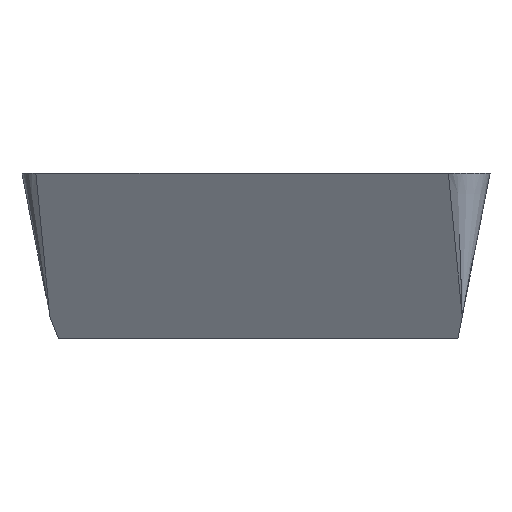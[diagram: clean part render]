
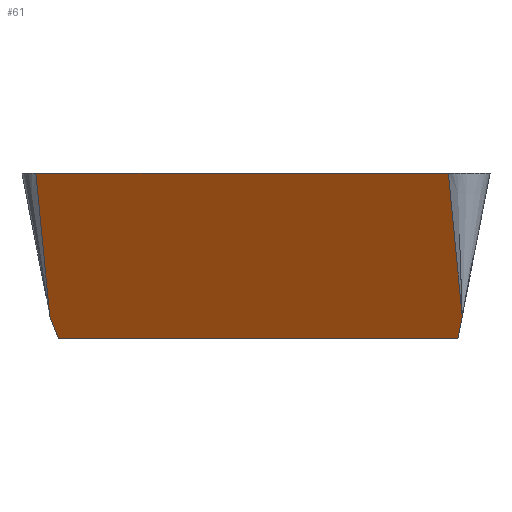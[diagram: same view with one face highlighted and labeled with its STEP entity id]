
A CAD part, left-side view. The second image highlights one B-rep face of the part: STEP entity #61.
In plain terms, the highlighted planar face has unit normal (-0.85, 0.491, -0.191).
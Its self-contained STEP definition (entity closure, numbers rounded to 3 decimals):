
#47=FACE_OUTER_BOUND('',#86,.T.);
#61=ADVANCED_FACE('',(#47),#74,.T.);
#74=PLANE('',#351);
#86=EDGE_LOOP('',(#123,#124,#125,#126,#127,#128));
#123=ORIENTED_EDGE('',*,*,#199,.T.);
#124=ORIENTED_EDGE('',*,*,#200,.T.);
#125=ORIENTED_EDGE('',*,*,#179,.T.);
#126=ORIENTED_EDGE('',*,*,#187,.T.);
#127=ORIENTED_EDGE('',*,*,#189,.F.);
#128=ORIENTED_EDGE('',*,*,#193,.T.);
#159=VERTEX_POINT('',#465);
#160=VERTEX_POINT('',#466);
#167=VERTEX_POINT('',#482);
#168=VERTEX_POINT('',#486);
#171=VERTEX_POINT('',#494);
#174=VERTEX_POINT('',#503);
#179=EDGE_CURVE('',#159,#160,#254,.T.);
#187=EDGE_CURVE('',#160,#167,#257,.T.);
#189=EDGE_CURVE('',#168,#167,#259,.T.);
#193=EDGE_CURVE('',#168,#171,#263,.T.);
#199=EDGE_CURVE('',#171,#174,#267,.T.);
#200=EDGE_CURVE('',#174,#159,#268,.T.);
#254=LINE('',#464,#278);
#257=LINE('',#481,#281);
#259=LINE('',#485,#283);
#263=LINE('',#493,#287);
#267=LINE('',#504,#291);
#268=LINE('',#506,#292);
#278=VECTOR('',#381,1.);
#281=VECTOR('',#396,1.);
#283=VECTOR('',#400,1.);
#287=VECTOR('',#406,1.);
#291=VECTOR('',#416,1.);
#292=VECTOR('',#419,1.);
#351=AXIS2_PLACEMENT_3D('',#507,#420,#421);
#381=DIRECTION('',(0.5,0.866,0.));
#396=DIRECTION('',(0.165,-0.095,-0.982));
#400=DIRECTION('',(0.,0.362,0.932));
#406=DIRECTION('',(-0.5,-0.866,0.));
#416=DIRECTION('',(-0.314,-0.181,0.932));
#419=DIRECTION('',(-0.165,0.095,0.982));
#420=DIRECTION('',(-0.85,0.491,-0.191));
#421=DIRECTION('',(0.5,0.866,0.));
#464=CARTESIAN_POINT('',(-3.776,-1.78,0.));
#465=CARTESIAN_POINT('',(-3.776,-1.78,0.));
#466=CARTESIAN_POINT('',(-0.346,4.16,0.));
#481=CARTESIAN_POINT('',(-0.346,4.16,0.));
#482=CARTESIAN_POINT('',(0.,3.96,-2.058));
#485=CARTESIAN_POINT('',(0.,3.835,-2.38));
#486=CARTESIAN_POINT('',(0.,3.835,-2.38));
#493=CARTESIAN_POINT('',(0.,3.835,-2.38));
#494=CARTESIAN_POINT('',(-3.321,-1.917,-2.38));
#503=CARTESIAN_POINT('',(-3.429,-1.98,-2.058));
#504=CARTESIAN_POINT('',(-3.321,-1.917,-2.38));
#506=CARTESIAN_POINT('',(-3.429,-1.98,-2.058));
#507=CARTESIAN_POINT('',(0.56,5.73,0.));
